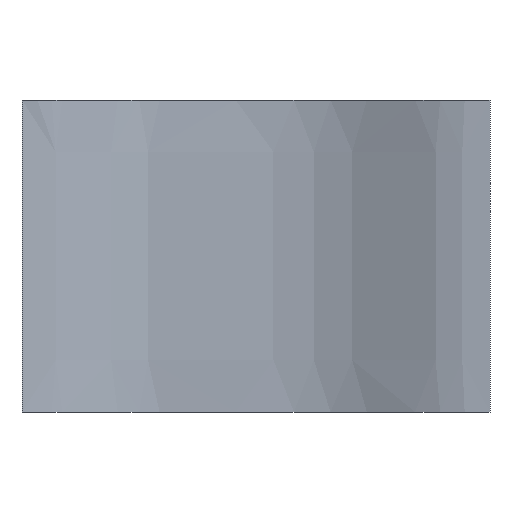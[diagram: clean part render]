
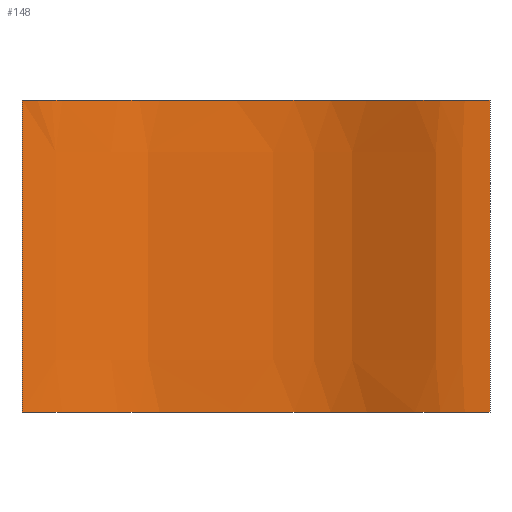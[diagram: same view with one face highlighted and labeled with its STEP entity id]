
A CAD part, front view. The second image highlights one B-rep face of the part: STEP entity #148.
In plain terms, the highlighted face is a extrusion surface.
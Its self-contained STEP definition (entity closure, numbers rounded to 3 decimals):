
#54=CARTESIAN_POINT('Control Point',(-1500.,200.,0.)) ;
#55=CARTESIAN_POINT('Control Point',(-1454.264,201.814,0.)) ;
#56=CARTESIAN_POINT('Control Point',(-1409.869,207.327,0.)) ;
#57=CARTESIAN_POINT('Control Point',(-1366.813,216.539,0.)) ;
#58=CARTESIAN_POINT('Control Point',(-1248.425,253.177,0.)) ;
#59=CARTESIAN_POINT('Control Point',(-1139.122,314.743,0.)) ;
#60=CARTESIAN_POINT('Control Point',(-1070.826,361.322,0.)) ;
#61=CARTESIAN_POINT('Control Point',(-914.413,457.251,0.)) ;
#62=CARTESIAN_POINT('Control Point',(-744.881,516.012,0.)) ;
#63=CARTESIAN_POINT('Control Point',(-644.047,530.52,0.)) ;
#64=CARTESIAN_POINT('Control Point',(-322.374,553.038,0.)) ;
#65=CARTESIAN_POINT('Control Point',(11.96,548.133,0.)) ;
#66=CARTESIAN_POINT('Control Point',(224.185,571.399,0.)) ;
#67=CARTESIAN_POINT('Control Point',(531.934,516.517,0.)) ;
#68=CARTESIAN_POINT('Control Point',(828.348,380.03,0.)) ;
#69=CARTESIAN_POINT('Control Point',(933.445,325.487,0.)) ;
#70=CARTESIAN_POINT('Control Point',(1106.101,250.512,0.)) ;
#71=CARTESIAN_POINT('Control Point',(1286.876,209.741,0.)) ;
#72=CARTESIAN_POINT('Control Point',(1356.566,200.411,0.)) ;
#73=CARTESIAN_POINT('Control Point',(1427.607,197.164,0.)) ;
#74=CARTESIAN_POINT('Control Point',(1500.,200.,0.)) ;
#78=CARTESIAN_POINT('Line Origine',(1500.,200.,0.)) ;
#82=CARTESIAN_POINT('Vertex',(1500.,200.,-1000.)) ;
#84=CARTESIAN_POINT('Vertex',(1500.,200.,1000.)) ;
#88=CARTESIAN_POINT('Control Point',(-1500.,200.,-1000.)) ;
#89=CARTESIAN_POINT('Control Point',(-1454.264,201.814,-1000.)) ;
#90=CARTESIAN_POINT('Control Point',(-1409.869,207.327,-1000.)) ;
#91=CARTESIAN_POINT('Control Point',(-1366.813,216.539,-1000.)) ;
#92=CARTESIAN_POINT('Control Point',(-1248.425,253.177,-1000.)) ;
#93=CARTESIAN_POINT('Control Point',(-1139.122,314.743,-1000.)) ;
#94=CARTESIAN_POINT('Control Point',(-1070.826,361.322,-1000.)) ;
#95=CARTESIAN_POINT('Control Point',(-914.413,457.251,-1000.)) ;
#96=CARTESIAN_POINT('Control Point',(-744.881,516.012,-1000.)) ;
#97=CARTESIAN_POINT('Control Point',(-644.047,530.52,-1000.)) ;
#98=CARTESIAN_POINT('Control Point',(-322.374,553.038,-1000.)) ;
#99=CARTESIAN_POINT('Control Point',(11.96,548.133,-1000.)) ;
#100=CARTESIAN_POINT('Control Point',(224.185,571.399,-1000.)) ;
#101=CARTESIAN_POINT('Control Point',(531.934,516.517,-1000.)) ;
#102=CARTESIAN_POINT('Control Point',(828.348,380.03,-1000.)) ;
#103=CARTESIAN_POINT('Control Point',(933.445,325.487,-1000.)) ;
#104=CARTESIAN_POINT('Control Point',(1106.101,250.512,-1000.)) ;
#105=CARTESIAN_POINT('Control Point',(1286.876,209.741,-1000.)) ;
#106=CARTESIAN_POINT('Control Point',(1356.566,200.411,-1000.)) ;
#107=CARTESIAN_POINT('Control Point',(1427.607,197.164,-1000.)) ;
#108=CARTESIAN_POINT('Control Point',(1500.,200.,-1000.)) ;
#109=CARTESIAN_POINT('Vertex',(-1500.,200.,-1000.)) ;
#112=CARTESIAN_POINT('Line Origine',(-1500.,200.,0.)) ;
#116=CARTESIAN_POINT('Vertex',(-1500.,200.,1000.)) ;
#120=CARTESIAN_POINT('Control Point',(-1500.,200.,1000.)) ;
#121=CARTESIAN_POINT('Control Point',(-1454.264,201.814,1000.)) ;
#122=CARTESIAN_POINT('Control Point',(-1409.869,207.327,1000.)) ;
#123=CARTESIAN_POINT('Control Point',(-1366.813,216.539,1000.)) ;
#124=CARTESIAN_POINT('Control Point',(-1248.425,253.177,1000.)) ;
#125=CARTESIAN_POINT('Control Point',(-1139.122,314.743,1000.)) ;
#126=CARTESIAN_POINT('Control Point',(-1070.826,361.322,1000.)) ;
#127=CARTESIAN_POINT('Control Point',(-914.413,457.251,1000.)) ;
#128=CARTESIAN_POINT('Control Point',(-744.881,516.012,1000.)) ;
#129=CARTESIAN_POINT('Control Point',(-644.047,530.52,1000.)) ;
#130=CARTESIAN_POINT('Control Point',(-322.374,553.038,1000.)) ;
#131=CARTESIAN_POINT('Control Point',(11.96,548.133,1000.)) ;
#132=CARTESIAN_POINT('Control Point',(224.185,571.399,1000.)) ;
#133=CARTESIAN_POINT('Control Point',(531.934,516.517,1000.)) ;
#134=CARTESIAN_POINT('Control Point',(828.348,380.03,1000.)) ;
#135=CARTESIAN_POINT('Control Point',(933.445,325.487,1000.)) ;
#136=CARTESIAN_POINT('Control Point',(1106.101,250.512,1000.)) ;
#137=CARTESIAN_POINT('Control Point',(1286.876,209.741,1000.)) ;
#138=CARTESIAN_POINT('Control Point',(1356.566,200.411,1000.)) ;
#139=CARTESIAN_POINT('Control Point',(1427.607,197.164,1000.)) ;
#140=CARTESIAN_POINT('Control Point',(1500.,200.,1000.)) ;
#75=DIRECTION('Vector Direction',(0.,0.,1.)) ;
#79=DIRECTION('Vector Direction',(0.,0.,1.)) ;
#113=DIRECTION('Vector Direction',(0.,0.,1.)) ;
#143=ORIENTED_EDGE('',*,*,#86,.F.) ;
#144=ORIENTED_EDGE('',*,*,#111,.T.) ;
#145=ORIENTED_EDGE('',*,*,#118,.T.) ;
#146=ORIENTED_EDGE('',*,*,#141,.F.) ;
#76=VECTOR('Extrusion Surface Vector',#75,1.) ;
#80=VECTOR('Line Direction',#79,1.) ;
#114=VECTOR('Line Direction',#113,1.) ;
#148=ADVANCED_FACE('\X2\62C94F38\X0\.1',(#147),#77,.F.) ;
#53=B_SPLINE_CURVE_WITH_KNOTS('',5,(#54,#55,#56,#57,#58,#59,#60,#61,#62,#63,#64,#65,#66,#67,#68,#69,#70,#71,#72,#73,#74),.UNSPECIFIED.,.F.,.U.,(6,3,3,3,3,3,6),(0.,220.232,625.01,1130.675,2184.284,2762.751,3114.343),.UNSPECIFIED.) ;
#87=B_SPLINE_CURVE_WITH_KNOTS('',5,(#88,#89,#90,#91,#92,#93,#94,#95,#96,#97,#98,#99,#100,#101,#102,#103,#104,#105,#106,#107,#108),.UNSPECIFIED.,.F.,.U.,(6,3,3,3,3,3,6),(0.,220.232,625.01,1130.675,2184.284,2762.751,3114.343),.UNSPECIFIED.) ;
#119=B_SPLINE_CURVE_WITH_KNOTS('',5,(#120,#121,#122,#123,#124,#125,#126,#127,#128,#129,#130,#131,#132,#133,#134,#135,#136,#137,#138,#139,#140),.UNSPECIFIED.,.F.,.U.,(6,3,3,3,3,3,6),(0.,220.232,625.01,1130.675,2184.284,2762.751,3114.343),.UNSPECIFIED.) ;
#86=EDGE_CURVE('',#83,#85,#81,.T.) ;
#111=EDGE_CURVE('',#83,#110,#87,.F.) ;
#118=EDGE_CURVE('',#110,#117,#115,.T.) ;
#141=EDGE_CURVE('',#85,#117,#119,.F.) ;
#142=EDGE_LOOP('',(#143,#144,#145,#146)) ;
#147=FACE_OUTER_BOUND('',#142,.T.) ;
#81=LINE('Line',#78,#80) ;
#115=LINE('Line',#112,#114) ;
#77=SURFACE_OF_LINEAR_EXTRUSION('generated tabulated cylinder',#53,#76) ;
#83=VERTEX_POINT('',#82) ;
#85=VERTEX_POINT('',#84) ;
#110=VERTEX_POINT('',#109) ;
#117=VERTEX_POINT('',#116) ;
